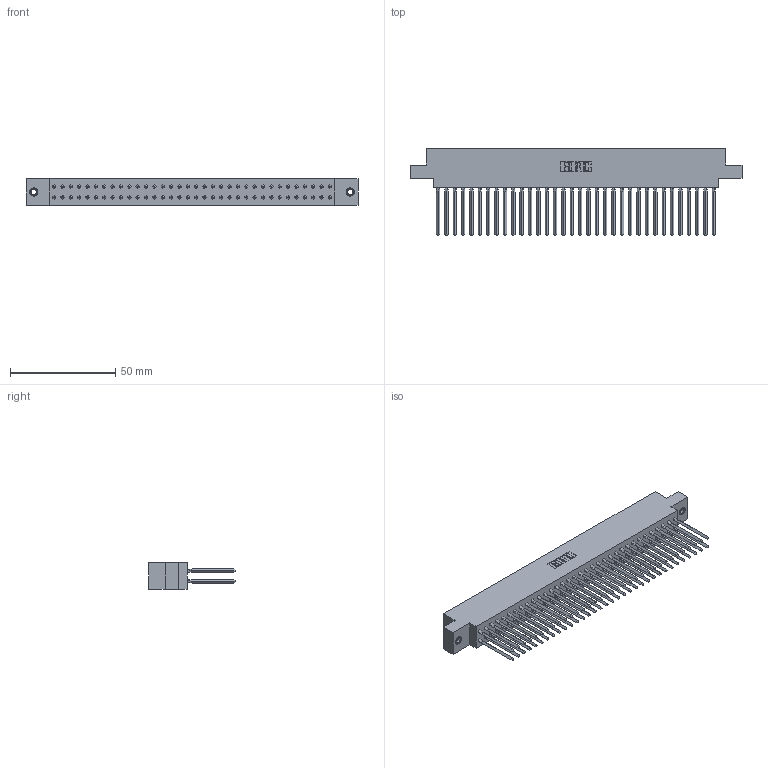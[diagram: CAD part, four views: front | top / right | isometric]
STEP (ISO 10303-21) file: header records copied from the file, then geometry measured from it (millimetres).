
FILE_DESCRIPTION (( 'STEP AP203' ), '1' );
FILE_NAME ('317-068-543-807.STEP', '2020-02-28T06:52:34', ( '' ), ( '' ), 'SwSTEP 2.0', 'SolidWorks 2016', '' );
FILE_SCHEMA (( 'CONFIG_CONTROL_DESIGN' ));
Length unit declared in the file: inch
Products named in the file (4): 317 Part_.156 Dia - TI; 345-250-001_345-250-005-103; 317-068-543-807; 317-290-001_543
Assembly tree (71 placements, depth 2):
  317-068-543-807
    317 Part_.156 Dia - TI
    317-290-001_543  x68
    345-250-001_345-250-005-103  x2
Bounding box: 157.43 x 41.15 x 12.7 mm (x, y, z)
Volume: 26475.9 mm3; surface area: 39887.8 mm2
Topology: 71 solids, 71 shells, 6214 faces, 17207 edges, 11078 vertices
Faces by surface type: plane 5054, cylinder 872, bspline 272, cone 12, torus 4
Entity records: 51449 total; most frequent: CARTESIAN_POINT 9362, ORIENTED_EDGE 8854, DIRECTION 7427, EDGE_CURVE 4427, VECTOR 4151, LINE 4151, VERTEX_POINT 2941, AXIS2_PLACEMENT_3D 1638
